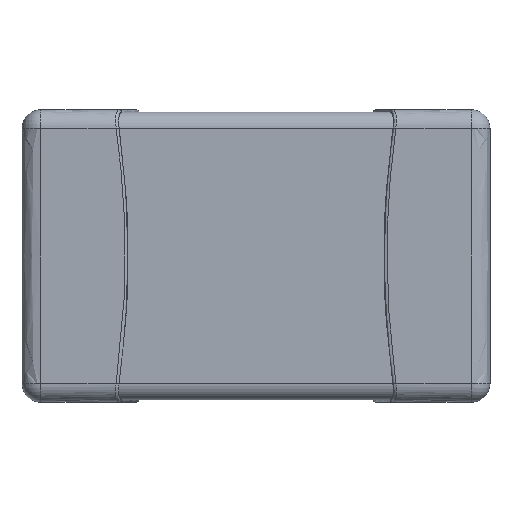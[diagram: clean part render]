
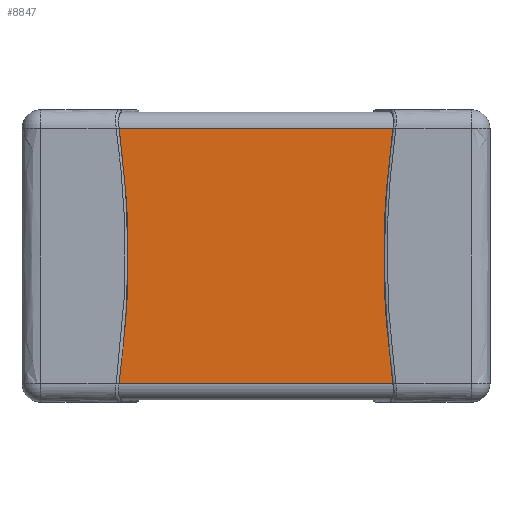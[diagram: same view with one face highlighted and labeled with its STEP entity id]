
A CAD part, front view. The second image highlights one B-rep face of the part: STEP entity #8847.
In plain terms, the highlighted planar face has unit normal (0, -1, 0).
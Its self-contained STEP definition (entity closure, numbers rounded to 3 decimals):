
#8740 = CYLINDRICAL_SURFACE('',#8741,0.07);
#8741 = AXIS2_PLACEMENT_3D('',#8742,#8743,#8744);
#8742 = CARTESIAN_POINT('',(-0.9,-0.545,1.18));
#8743 = DIRECTION('',(-1.,0.,0.));
#8744 = DIRECTION('',(0.,1.,0.));
#8765 = VERTEX_POINT('',#8766);
#8766 = CARTESIAN_POINT('',(0.9,-0.615,1.18));
#8781 = PLANE('',#8782);
#8782 = AXIS2_PLACEMENT_3D('',#8783,#8784,#8785);
#8783 = CARTESIAN_POINT('',(0.9,0.,0.635));
#8784 = DIRECTION('',(1.,0.,0.));
#8785 = DIRECTION('',(0.,0.,1.));
#8793 = EDGE_CURVE('',#8794,#8765,#8796,.T.);
#8794 = VERTEX_POINT('',#8795);
#8795 = CARTESIAN_POINT('',(-0.9,-0.615,1.18));
#8796 = SURFACE_CURVE('',#8797,(#8801,#8808),.PCURVE_S1.);
#8797 = LINE('',#8798,#8799);
#8798 = CARTESIAN_POINT('',(-0.9,-0.615,1.18));
#8799 = VECTOR('',#8800,1.);
#8800 = DIRECTION('',(1.,0.,0.));
#8801 = PCURVE('',#8740,#8802);
#8802 = DEFINITIONAL_REPRESENTATION('',(#8803),#8807);
#8803 = LINE('',#8804,#8805);
#8804 = CARTESIAN_POINT('',(-3.142,0.));
#8805 = VECTOR('',#8806,1.);
#8806 = DIRECTION('',(-0.,-1.));
#8807 = ( GEOMETRIC_REPRESENTATION_CONTEXT(2) 
PARAMETRIC_REPRESENTATION_CONTEXT() REPRESENTATION_CONTEXT('2D SPACE',''
  ) );
#8808 = PCURVE('',#8809,#8814);
#8809 = PLANE('',#8810);
#8810 = AXIS2_PLACEMENT_3D('',#8811,#8812,#8813);
#8811 = CARTESIAN_POINT('',(-0.9,-0.615,1.18));
#8812 = DIRECTION('',(0.,1.,0.));
#8813 = DIRECTION('',(0.,0.,-1.));
#8814 = DEFINITIONAL_REPRESENTATION('',(#8815),#8819);
#8815 = LINE('',#8816,#8817);
#8816 = CARTESIAN_POINT('',(0.,0.));
#8817 = VECTOR('',#8818,1.);
#8818 = DIRECTION('',(0.,-1.));
#8819 = ( GEOMETRIC_REPRESENTATION_CONTEXT(2) 
PARAMETRIC_REPRESENTATION_CONTEXT() REPRESENTATION_CONTEXT('2D SPACE',''
  ) );
#8836 = PLANE('',#8837);
#8837 = AXIS2_PLACEMENT_3D('',#8838,#8839,#8840);
#8838 = CARTESIAN_POINT('',(-0.9,0.,0.635));
#8839 = DIRECTION('',(1.,0.,0.));
#8840 = DIRECTION('',(0.,0.,1.));
#8847 = ADVANCED_FACE('',(#8848),#8809,.F.);
#8848 = FACE_BOUND('',#8849,.F.);
#8849 = EDGE_LOOP('',(#8850,#8851,#8874,#8902));
#8850 = ORIENTED_EDGE('',*,*,#8793,.T.);
#8851 = ORIENTED_EDGE('',*,*,#8852,.T.);
#8852 = EDGE_CURVE('',#8765,#8853,#8855,.T.);
#8853 = VERTEX_POINT('',#8854);
#8854 = CARTESIAN_POINT('',(0.9,-0.615,0.09));
#8855 = SURFACE_CURVE('',#8856,(#8860,#8867),.PCURVE_S1.);
#8856 = LINE('',#8857,#8858);
#8857 = CARTESIAN_POINT('',(0.9,-0.615,1.18));
#8858 = VECTOR('',#8859,1.);
#8859 = DIRECTION('',(0.,0.,-1.));
#8860 = PCURVE('',#8809,#8861);
#8861 = DEFINITIONAL_REPRESENTATION('',(#8862),#8866);
#8862 = LINE('',#8863,#8864);
#8863 = CARTESIAN_POINT('',(0.,-1.8));
#8864 = VECTOR('',#8865,1.);
#8865 = DIRECTION('',(1.,0.));
#8866 = ( GEOMETRIC_REPRESENTATION_CONTEXT(2) 
PARAMETRIC_REPRESENTATION_CONTEXT() REPRESENTATION_CONTEXT('2D SPACE',''
  ) );
#8867 = PCURVE('',#8781,#8868);
#8868 = DEFINITIONAL_REPRESENTATION('',(#8869),#8873);
#8869 = LINE('',#8870,#8871);
#8870 = CARTESIAN_POINT('',(0.545,0.615));
#8871 = VECTOR('',#8872,1.);
#8872 = DIRECTION('',(-1.,0.));
#8873 = ( GEOMETRIC_REPRESENTATION_CONTEXT(2) 
PARAMETRIC_REPRESENTATION_CONTEXT() REPRESENTATION_CONTEXT('2D SPACE',''
  ) );
#8874 = ORIENTED_EDGE('',*,*,#8875,.F.);
#8875 = EDGE_CURVE('',#8876,#8853,#8878,.T.);
#8876 = VERTEX_POINT('',#8877);
#8877 = CARTESIAN_POINT('',(-0.9,-0.615,0.09));
#8878 = SURFACE_CURVE('',#8879,(#8883,#8890),.PCURVE_S1.);
#8879 = LINE('',#8880,#8881);
#8880 = CARTESIAN_POINT('',(-0.9,-0.615,0.09));
#8881 = VECTOR('',#8882,1.);
#8882 = DIRECTION('',(1.,0.,0.));
#8883 = PCURVE('',#8809,#8884);
#8884 = DEFINITIONAL_REPRESENTATION('',(#8885),#8889);
#8885 = LINE('',#8886,#8887);
#8886 = CARTESIAN_POINT('',(1.09,0.));
#8887 = VECTOR('',#8888,1.);
#8888 = DIRECTION('',(0.,-1.));
#8889 = ( GEOMETRIC_REPRESENTATION_CONTEXT(2) 
PARAMETRIC_REPRESENTATION_CONTEXT() REPRESENTATION_CONTEXT('2D SPACE',''
  ) );
#8890 = PCURVE('',#8891,#8896);
#8891 = CYLINDRICAL_SURFACE('',#8892,0.07);
#8892 = AXIS2_PLACEMENT_3D('',#8893,#8894,#8895);
#8893 = CARTESIAN_POINT('',(-0.9,-0.545,0.09));
#8894 = DIRECTION('',(-1.,0.,0.));
#8895 = DIRECTION('',(0.,1.,0.));
#8896 = DEFINITIONAL_REPRESENTATION('',(#8897),#8901);
#8897 = LINE('',#8898,#8899);
#8898 = CARTESIAN_POINT('',(-3.142,0.));
#8899 = VECTOR('',#8900,1.);
#8900 = DIRECTION('',(-0.,-1.));
#8901 = ( GEOMETRIC_REPRESENTATION_CONTEXT(2) 
PARAMETRIC_REPRESENTATION_CONTEXT() REPRESENTATION_CONTEXT('2D SPACE',''
  ) );
#8902 = ORIENTED_EDGE('',*,*,#8903,.F.);
#8903 = EDGE_CURVE('',#8794,#8876,#8904,.T.);
#8904 = SURFACE_CURVE('',#8905,(#8909,#8916),.PCURVE_S1.);
#8905 = LINE('',#8906,#8907);
#8906 = CARTESIAN_POINT('',(-0.9,-0.615,1.18));
#8907 = VECTOR('',#8908,1.);
#8908 = DIRECTION('',(0.,0.,-1.));
#8909 = PCURVE('',#8809,#8910);
#8910 = DEFINITIONAL_REPRESENTATION('',(#8911),#8915);
#8911 = LINE('',#8912,#8913);
#8912 = CARTESIAN_POINT('',(0.,0.));
#8913 = VECTOR('',#8914,1.);
#8914 = DIRECTION('',(1.,0.));
#8915 = ( GEOMETRIC_REPRESENTATION_CONTEXT(2) 
PARAMETRIC_REPRESENTATION_CONTEXT() REPRESENTATION_CONTEXT('2D SPACE',''
  ) );
#8916 = PCURVE('',#8836,#8917);
#8917 = DEFINITIONAL_REPRESENTATION('',(#8918),#8922);
#8918 = LINE('',#8919,#8920);
#8919 = CARTESIAN_POINT('',(0.545,0.615));
#8920 = VECTOR('',#8921,1.);
#8921 = DIRECTION('',(-1.,0.));
#8922 = ( GEOMETRIC_REPRESENTATION_CONTEXT(2) 
PARAMETRIC_REPRESENTATION_CONTEXT() REPRESENTATION_CONTEXT('2D SPACE',''
  ) );
